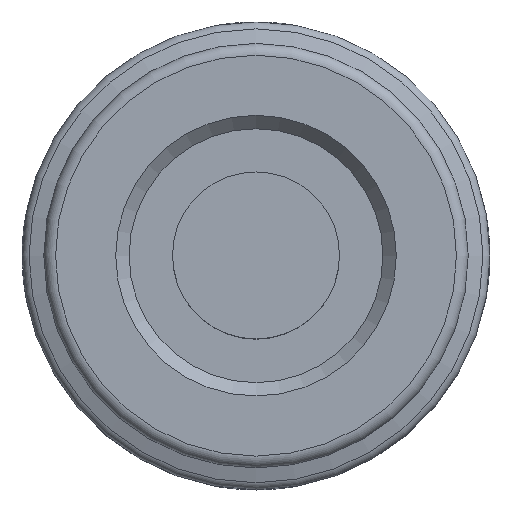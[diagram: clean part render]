
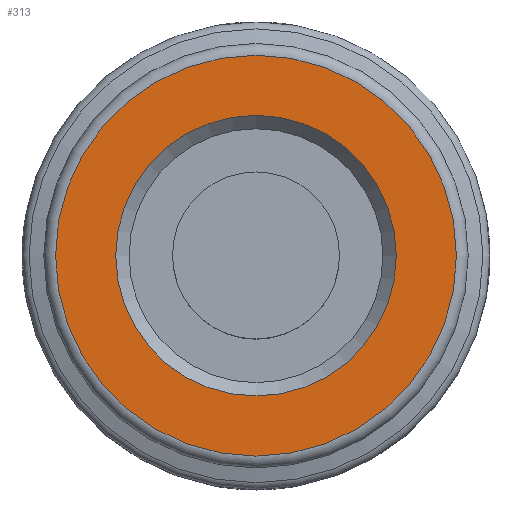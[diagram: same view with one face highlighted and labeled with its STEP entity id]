
A CAD part, top view. The second image highlights one B-rep face of the part: STEP entity #313.
In plain terms, the highlighted planar face has unit normal (0, 0, 1).
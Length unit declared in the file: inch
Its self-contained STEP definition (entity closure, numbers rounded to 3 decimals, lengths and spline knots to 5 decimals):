
#17=PLANE('',#358);
#28=FACE_BOUND('',#113,.T.);
#89=FACE_OUTER_BOUND('',#112,.T.);
#112=EDGE_LOOP('',(#284));
#113=EDGE_LOOP('',(#285));
#130=CIRCLE('',#356,0.3);
#132=CIRCLE('',#359,0.21);
#160=VERTEX_POINT('',#764);
#161=VERTEX_POINT('',#768);
#201=EDGE_CURVE('',#160,#160,#130,.T.);
#203=EDGE_CURVE('',#161,#161,#132,.T.);
#284=ORIENTED_EDGE('',*,*,#201,.T.);
#285=ORIENTED_EDGE('',*,*,#203,.F.);
#313=ADVANCED_FACE('',(#89,#28),#17,.T.);
#356=AXIS2_PLACEMENT_3D('',#765,#427,#428);
#358=AXIS2_PLACEMENT_3D('',#767,#431,#432);
#359=AXIS2_PLACEMENT_3D('',#769,#433,#434);
#427=DIRECTION('center_axis',(0.,0.,1.));
#428=DIRECTION('ref_axis',(1.,0.,0.));
#431=DIRECTION('center_axis',(0.,0.,1.));
#432=DIRECTION('ref_axis',(1.,0.,0.));
#433=DIRECTION('center_axis',(0.,0.,1.));
#434=DIRECTION('ref_axis',(1.,0.,0.));
#764=CARTESIAN_POINT('',(-0.3,0.,0.2277));
#765=CARTESIAN_POINT('Origin',(0.,0.,0.2277));
#767=CARTESIAN_POINT('Origin',(0.21,0.,0.2277));
#768=CARTESIAN_POINT('',(-0.21,0.,0.2277));
#769=CARTESIAN_POINT('Origin',(0.,0.,0.2277));
